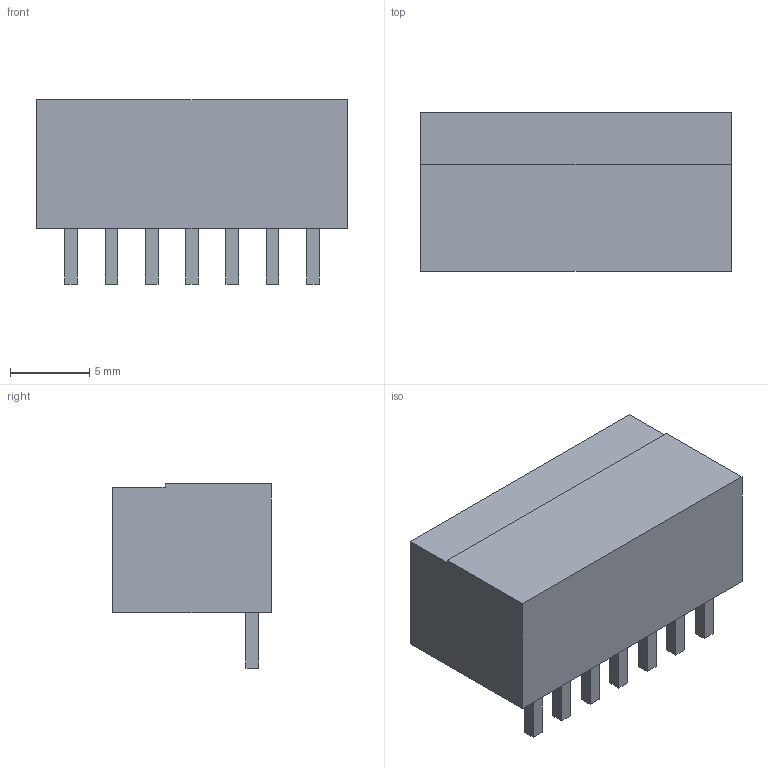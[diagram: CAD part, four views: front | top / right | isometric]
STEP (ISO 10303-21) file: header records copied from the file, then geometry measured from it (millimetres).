
FILE_DESCRIPTION (( 'STEP AP214' ), '1' );
FILE_NAME ('KF2EDGR-2.54-07P.STEP', '2021-04-08T16:16:03', ( '' ), ( '' ), 'SwSTEP 2.0', 'SolidWorks 2018', '' );
FILE_SCHEMA (( 'AUTOMOTIVE_DESIGN' ));
Length unit declared in the file: millimetre
Products named in the file (1): KF2EDGR-2.54-07P
Bounding box: 19.58 x 10 x 11.6 mm (x, y, z)
Volume: 1096.6 mm3; surface area: 1514.4 mm2
Topology: 1 solids, 1 shells, 139 faces, 366 edges, 244 vertices
Faces by surface type: plane 139
Entity records: 5763 total; most frequent: CARTESIAN_POINT 750, ORIENTED_EDGE 732, DIRECTION 646, LINE 366, EDGE_CURVE 366, VECTOR 366, VERTEX_POINT 244, EDGE_LOOP 154
